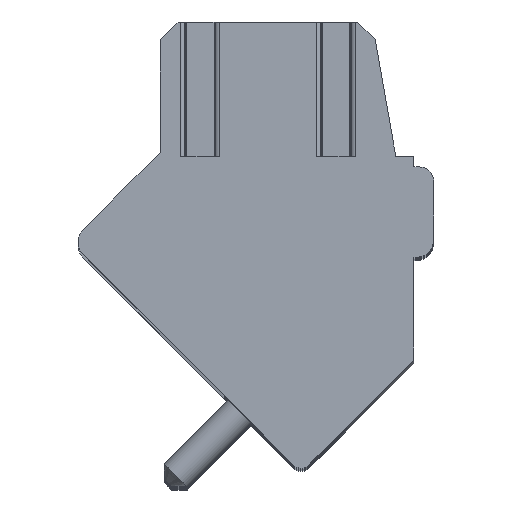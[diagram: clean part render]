
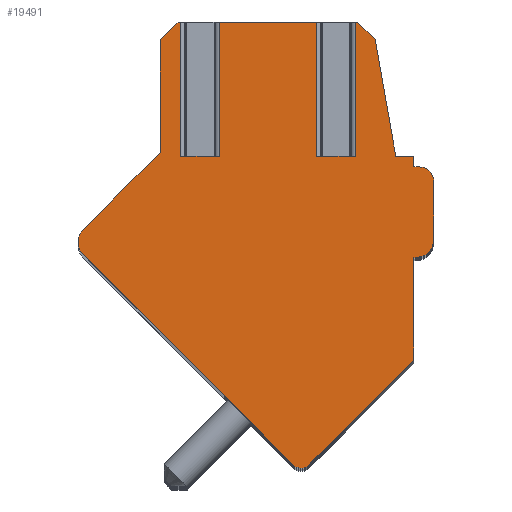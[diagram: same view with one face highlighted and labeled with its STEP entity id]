
A CAD part, top view. The second image highlights one B-rep face of the part: STEP entity #19491.
In plain terms, the highlighted planar face has unit normal (0, 0, 1).
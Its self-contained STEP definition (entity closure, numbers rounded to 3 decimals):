
#2562=DIRECTION('',(0.707,-0.707,0.));
#2563=VECTOR('',#2562,8.2);
#2564=CARTESIAN_POINT('',(-4.761,0.072,1.75));
#2565=LINE('',#2564,#2563);
#2965=DIRECTION('',(1.,0.,0.));
#2966=VECTOR('',#2965,1.07);
#2967=CARTESIAN_POINT('',(1.673,2.8,1.75));
#2968=LINE('',#2967,#2966);
#2969=DIRECTION('',(0.,1.,0.));
#2970=VECTOR('',#2969,3.7);
#2971=CARTESIAN_POINT('',(2.743,2.8,1.75));
#2972=LINE('',#2971,#2970);
#2973=DIRECTION('',(-1.,0.,0.));
#2974=VECTOR('',#2973,0.068);
#2975=CARTESIAN_POINT('',(2.811,6.5,1.75));
#2976=LINE('',#2975,#2974);
#2977=DIRECTION('',(-0.707,0.707,0.));
#2978=VECTOR('',#2977,0.677);
#2979=CARTESIAN_POINT('',(3.29,6.021,1.75));
#2980=LINE('',#2979,#2978);
#2981=DIRECTION('',(-0.174,0.985,0.));
#2982=VECTOR('',#2981,3.271);
#2983=CARTESIAN_POINT('',(3.858,2.8,1.75));
#2984=LINE('',#2983,#2982);
#2985=DIRECTION('',(-1.,0.,0.));
#2986=VECTOR('',#2985,0.5);
#2987=CARTESIAN_POINT('',(4.358,2.8,1.75));
#2988=LINE('',#2987,#2986);
#2989=DIRECTION('',(0.,1.,0.));
#2990=VECTOR('',#2989,0.3);
#2991=CARTESIAN_POINT('',(4.358,2.5,1.75));
#2992=LINE('',#2991,#2990);
#2993=DIRECTION('',(-1.,0.,0.));
#2994=VECTOR('',#2993,0.15);
#2995=CARTESIAN_POINT('',(4.508,2.5,1.75));
#2996=LINE('',#2995,#2994);
#2997=CARTESIAN_POINT('',(4.508,2.1,1.75));
#2998=DIRECTION('',(0.,0.,1.));
#2999=DIRECTION('',(1.,0.,0.));
#3000=AXIS2_PLACEMENT_3D('',#2997,#2998,#2999);
#3002=DIRECTION('',(0.,1.,0.));
#3003=VECTOR('',#3002,1.6);
#3004=CARTESIAN_POINT('',(4.908,0.5,1.75));
#3005=LINE('',#3004,#3003);
#3006=CARTESIAN_POINT('',(4.408,0.5,1.75));
#3007=DIRECTION('',(0.,0.,1.));
#3008=DIRECTION('',(0.,-1.,0.));
#3009=AXIS2_PLACEMENT_3D('',#3006,#3007,#3008);
#3011=DIRECTION('',(1.,0.,0.));
#3012=VECTOR('',#3011,0.05);
#3013=CARTESIAN_POINT('',(4.358,0.,1.75));
#3014=LINE('',#3013,#3012);
#3015=DIRECTION('',(0.,1.,0.));
#3016=VECTOR('',#3015,2.83);
#3017=CARTESIAN_POINT('',(4.358,-2.83,1.75));
#3018=LINE('',#3017,#3016);
#3019=DIRECTION('',(0.707,0.707,0.));
#3020=VECTOR('',#3019,4.096);
#3021=CARTESIAN_POINT('',(1.461,-5.727,1.75));
#3022=LINE('',#3021,#3020);
#3023=CARTESIAN_POINT('',(1.249,-5.515,1.75));
#3024=DIRECTION('',(0.,0.,1.));
#3025=DIRECTION('',(-0.707,-0.707,0.));
#3026=AXIS2_PLACEMENT_3D('',#3023,#3024,#3025);
#3028=CARTESIAN_POINT('',(-4.408,0.425,1.75));
#3029=DIRECTION('',(0.,0.,1.));
#3030=DIRECTION('',(-0.707,0.707,0.));
#3031=AXIS2_PLACEMENT_3D('',#3028,#3029,#3030);
#3033=DIRECTION('',(-0.707,-0.707,0.));
#3034=VECTOR('',#3033,2.997);
#3035=CARTESIAN_POINT('',(-2.642,2.898,1.75));
#3036=LINE('',#3035,#3034);
#3037=DIRECTION('',(0.,-1.,0.));
#3038=VECTOR('',#3037,3.111);
#3039=CARTESIAN_POINT('',(-2.642,6.009,1.75));
#3040=LINE('',#3039,#3038);
#3041=DIRECTION('',(-0.707,-0.707,0.));
#3042=VECTOR('',#3041,0.694);
#3043=CARTESIAN_POINT('',(-2.151,6.5,1.75));
#3044=LINE('',#3043,#3042);
#3045=DIRECTION('',(-1.,0.,0.));
#3046=VECTOR('',#3045,0.074);
#3047=CARTESIAN_POINT('',(-2.077,6.5,1.75));
#3048=LINE('',#3047,#3046);
#3049=DIRECTION('',(0.,1.,0.));
#3050=VECTOR('',#3049,3.7);
#3051=CARTESIAN_POINT('',(-2.077,2.8,1.75));
#3052=LINE('',#3051,#3050);
#3053=DIRECTION('',(1.,0.,0.));
#3054=VECTOR('',#3053,1.07);
#3055=CARTESIAN_POINT('',(-2.077,2.8,1.75));
#3056=LINE('',#3055,#3054);
#3057=DIRECTION('',(0.,1.,0.));
#3058=VECTOR('',#3057,3.7);
#3059=CARTESIAN_POINT('',(-1.007,2.8,1.75));
#3060=LINE('',#3059,#3058);
#3061=DIRECTION('',(-1.,0.,0.));
#3062=VECTOR('',#3061,2.68);
#3063=CARTESIAN_POINT('',(1.673,6.5,1.75));
#3064=LINE('',#3063,#3062);
#3065=DIRECTION('',(0.,1.,0.));
#3066=VECTOR('',#3065,3.7);
#3067=CARTESIAN_POINT('',(1.673,2.8,1.75));
#3068=LINE('',#3067,#3066);
#12614=CARTESIAN_POINT('',(1.673,2.8,1.75));
#12615=CARTESIAN_POINT('',(2.743,2.8,1.75));
#12616=VERTEX_POINT('',#12614);
#12617=VERTEX_POINT('',#12615);
#12618=CARTESIAN_POINT('',(2.743,6.5,1.75));
#12619=VERTEX_POINT('',#12618);
#12620=CARTESIAN_POINT('',(1.673,6.5,1.75));
#12621=VERTEX_POINT('',#12620);
#12634=CARTESIAN_POINT('',(-2.077,2.8,1.75));
#12635=CARTESIAN_POINT('',(-1.007,2.8,1.75));
#12636=VERTEX_POINT('',#12634);
#12637=VERTEX_POINT('',#12635);
#12638=CARTESIAN_POINT('',(-1.007,6.5,1.75));
#12639=VERTEX_POINT('',#12638);
#12640=CARTESIAN_POINT('',(-2.077,6.5,1.75));
#12641=VERTEX_POINT('',#12640);
#12732=CARTESIAN_POINT('',(1.037,-5.727,1.75));
#12733=CARTESIAN_POINT('',(1.461,-5.727,1.75));
#12734=VERTEX_POINT('',#12732);
#12735=VERTEX_POINT('',#12733);
#12736=CARTESIAN_POINT('',(4.358,-2.83,1.75));
#12737=VERTEX_POINT('',#12736);
#12738=CARTESIAN_POINT('',(4.358,0.,1.75));
#12739=VERTEX_POINT('',#12738);
#12740=CARTESIAN_POINT('',(4.408,0.,1.75));
#12741=VERTEX_POINT('',#12740);
#12742=CARTESIAN_POINT('',(4.908,0.5,1.75));
#12743=VERTEX_POINT('',#12742);
#12744=CARTESIAN_POINT('',(4.908,2.1,1.75));
#12745=VERTEX_POINT('',#12744);
#12746=CARTESIAN_POINT('',(4.508,2.5,1.75));
#12747=VERTEX_POINT('',#12746);
#12748=CARTESIAN_POINT('',(4.358,2.5,1.75));
#12749=VERTEX_POINT('',#12748);
#12750=CARTESIAN_POINT('',(4.358,2.8,1.75));
#12751=VERTEX_POINT('',#12750);
#12752=CARTESIAN_POINT('',(3.858,2.8,1.75));
#12753=VERTEX_POINT('',#12752);
#12754=CARTESIAN_POINT('',(3.29,6.021,1.75));
#12755=VERTEX_POINT('',#12754);
#12756=CARTESIAN_POINT('',(2.811,6.5,1.75));
#12757=VERTEX_POINT('',#12756);
#12758=CARTESIAN_POINT('',(-2.151,6.5,1.75));
#12759=CARTESIAN_POINT('',(-2.642,6.009,1.75));
#12760=VERTEX_POINT('',#12758);
#12761=VERTEX_POINT('',#12759);
#12762=CARTESIAN_POINT('',(-4.761,0.779,1.75));
#12763=CARTESIAN_POINT('',(-4.761,0.072,1.75));
#12764=VERTEX_POINT('',#12762);
#12765=VERTEX_POINT('',#12763);
#12770=CARTESIAN_POINT('',(-2.642,2.898,1.75));
#12772=VERTEX_POINT('',#12770);
#19448=CARTESIAN_POINT('',(0.,0.,1.75));
#19449=DIRECTION('',(0.,0.,1.));
#19450=DIRECTION('',(1.,0.,0.));
#19451=AXIS2_PLACEMENT_3D('',#19448,#19449,#19450);
#19452=PLANE('',#19451);
#19454=ORIENTED_EDGE('',*,*,#19453,.T.);
#19456=ORIENTED_EDGE('',*,*,#19455,.T.);
#19457=ORIENTED_EDGE('',*,*,#16212,.F.);
#19458=ORIENTED_EDGE('',*,*,#16464,.F.);
#19459=ORIENTED_EDGE('',*,*,#16478,.F.);
#19460=ORIENTED_EDGE('',*,*,#16492,.F.);
#19461=ORIENTED_EDGE('',*,*,#16625,.F.);
#19462=ORIENTED_EDGE('',*,*,#16641,.F.);
#19463=ORIENTED_EDGE('',*,*,#17283,.F.);
#19464=ORIENTED_EDGE('',*,*,#17520,.F.);
#19465=ORIENTED_EDGE('',*,*,#17757,.F.);
#19466=ORIENTED_EDGE('',*,*,#17994,.F.);
#19467=ORIENTED_EDGE('',*,*,#18238,.F.);
#19468=ORIENTED_EDGE('',*,*,#18915,.F.);
#19469=ORIENTED_EDGE('',*,*,#19125,.F.);
#19470=ORIENTED_EDGE('',*,*,#18966,.F.);
#19472=ORIENTED_EDGE('',*,*,#19471,.F.);
#19474=ORIENTED_EDGE('',*,*,#19473,.F.);
#19476=ORIENTED_EDGE('',*,*,#19475,.F.);
#19478=ORIENTED_EDGE('',*,*,#19477,.F.);
#19479=ORIENTED_EDGE('',*,*,#16244,.F.);
#19481=ORIENTED_EDGE('',*,*,#19480,.F.);
#19483=ORIENTED_EDGE('',*,*,#19482,.T.);
#19485=ORIENTED_EDGE('',*,*,#19484,.T.);
#19486=ORIENTED_EDGE('',*,*,#16228,.F.);
#19488=ORIENTED_EDGE('',*,*,#19487,.F.);
#19489=EDGE_LOOP('',(#19454,#19456,#19457,#19458,#19459,#19460,#19461,#19462,
#19463,#19464,#19465,#19466,#19467,#19468,#19469,#19470,#19472,#19474,#19476,
#19478,#19479,#19481,#19483,#19485,#19486,#19488));
#19490=FACE_OUTER_BOUND('',#19489,.F.);
#3001=CIRCLE('',#3000,0.4);
#3010=CIRCLE('',#3009,0.5);
#3027=CIRCLE('',#3026,0.3);
#3032=CIRCLE('',#3031,0.5);
#16212=EDGE_CURVE('',#12757,#12619,#2976,.T.);
#16228=EDGE_CURVE('',#12621,#12639,#3064,.T.);
#16244=EDGE_CURVE('',#12641,#12760,#3048,.T.);
#16464=EDGE_CURVE('',#12755,#12757,#2980,.T.);
#16478=EDGE_CURVE('',#12753,#12755,#2984,.T.);
#16492=EDGE_CURVE('',#12751,#12753,#2988,.T.);
#16625=EDGE_CURVE('',#12749,#12751,#2992,.T.);
#16641=EDGE_CURVE('',#12747,#12749,#2996,.T.);
#17283=EDGE_CURVE('',#12745,#12747,#3001,.T.);
#17520=EDGE_CURVE('',#12743,#12745,#3005,.T.);
#17757=EDGE_CURVE('',#12741,#12743,#3010,.T.);
#17994=EDGE_CURVE('',#12739,#12741,#3014,.T.);
#18238=EDGE_CURVE('',#12737,#12739,#3018,.T.);
#18915=EDGE_CURVE('',#12735,#12737,#3022,.T.);
#18966=EDGE_CURVE('',#12765,#12734,#2565,.T.);
#19125=EDGE_CURVE('',#12734,#12735,#3027,.T.);
#19453=EDGE_CURVE('',#12616,#12617,#2968,.T.);
#19455=EDGE_CURVE('',#12617,#12619,#2972,.T.);
#19471=EDGE_CURVE('',#12764,#12765,#3032,.T.);
#19473=EDGE_CURVE('',#12772,#12764,#3036,.T.);
#19475=EDGE_CURVE('',#12761,#12772,#3040,.T.);
#19477=EDGE_CURVE('',#12760,#12761,#3044,.T.);
#19480=EDGE_CURVE('',#12636,#12641,#3052,.T.);
#19482=EDGE_CURVE('',#12636,#12637,#3056,.T.);
#19484=EDGE_CURVE('',#12637,#12639,#3060,.T.);
#19487=EDGE_CURVE('',#12616,#12621,#3068,.T.);
#19491=ADVANCED_FACE('',(#19490),#19452,.T.);
